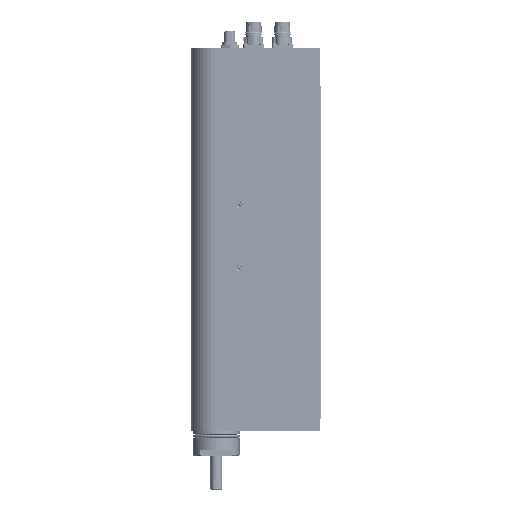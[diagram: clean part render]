
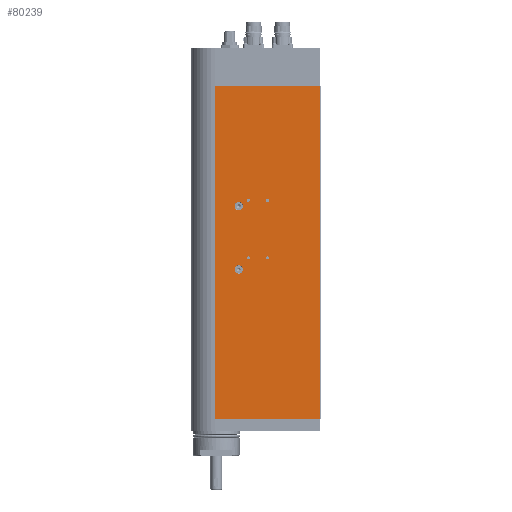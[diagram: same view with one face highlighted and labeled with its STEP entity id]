
A CAD part, front view. The second image highlights one B-rep face of the part: STEP entity #80239.
In plain terms, the highlighted planar face has unit normal (0, -1, 0).
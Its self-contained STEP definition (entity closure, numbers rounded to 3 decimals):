
#1660 = VERTEX_POINT ( 'NONE', #34521 ) ;
#2802 = DIRECTION ( 'NONE',  ( 0., 1., 0. ) ) ;
#3671 = AXIS2_PLACEMENT_3D ( 'NONE', #55882, #99998, #22462 ) ;
#4055 = CIRCLE ( 'NONE', #7630, 4.4 ) ;
#4330 = VERTEX_POINT ( 'NONE', #90940 ) ;
#4975 = CARTESIAN_POINT ( 'NONE',  ( -8., -25., 168. ) ) ;
#5020 = CARTESIAN_POINT ( 'NONE',  ( 12., -25., 166.35 ) ) ;
#6444 = EDGE_CURVE ( 'NONE', #75636, #103320, #68606, .T. ) ;
#7052 = ORIENTED_EDGE ( 'NONE', *, *, #11268, .F. ) ;
#7123 = CARTESIAN_POINT ( 'NONE',  ( -8., -25., 226.35 ) ) ;
#7630 = AXIS2_PLACEMENT_3D ( 'NONE', #33026, #40956, #41505 ) ;
#8640 = LINE ( 'NONE', #111113, #100983 ) ;
#11010 = EDGE_LOOP ( 'NONE', ( #90219 ) ) ;
#11268 = EDGE_CURVE ( 'NONE', #4330, #4330, #83179, .T. ) ;
#11296 = FACE_BOUND ( 'NONE', #11010, .T. ) ;
#11805 = ORIENTED_EDGE ( 'NONE', *, *, #62998, .F. ) ;
#11844 = DIRECTION ( 'NONE',  ( 0., 0., 1. ) ) ;
#12116 = EDGE_LOOP ( 'NONE', ( #7052 ) ) ;
#12392 = FACE_BOUND ( 'NONE', #72753, .T. ) ;
#15551 = ORIENTED_EDGE ( 'NONE', *, *, #105378, .T. ) ;
#16689 = CARTESIAN_POINT ( 'NONE',  ( -18., -25., 217.6 ) ) ;
#16815 = ORIENTED_EDGE ( 'NONE', *, *, #105956, .F. ) ;
#18815 = CARTESIAN_POINT ( 'NONE',  ( -8., -25., 166.35 ) ) ;
#19475 = VERTEX_POINT ( 'NONE', #46585 ) ;
#21157 = ORIENTED_EDGE ( 'NONE', *, *, #96948, .F. ) ;
#21467 = FACE_BOUND ( 'NONE', #64986, .T. ) ;
#22462 = DIRECTION ( 'NONE',  ( 0., 0., -1. ) ) ;
#25516 = CARTESIAN_POINT ( 'NONE',  ( 67., -25., 0. ) ) ;
#26257 = DIRECTION ( 'NONE',  ( 0., -1., 0. ) ) ;
#27410 = CARTESIAN_POINT ( 'NONE',  ( -42.5, -25., 347. ) ) ;
#31788 = CARTESIAN_POINT ( 'NONE',  ( -42.5, -25., 0. ) ) ;
#33026 = CARTESIAN_POINT ( 'NONE',  ( -18., -25., 222. ) ) ;
#34521 = CARTESIAN_POINT ( 'NONE',  ( -18., -25., 151.6 ) ) ;
#34698 = VERTEX_POINT ( 'NONE', #18815 ) ;
#37280 = VERTEX_POINT ( 'NONE', #5020 ) ;
#39020 = FACE_OUTER_BOUND ( 'NONE', #100237, .T. ) ;
#40956 = DIRECTION ( 'NONE',  ( 0., -1., 0. ) ) ;
#41505 = DIRECTION ( 'NONE',  ( 0., 0., -1. ) ) ;
#41766 = AXIS2_PLACEMENT_3D ( 'NONE', #53837, #54386, #95737 ) ;
#42155 = LINE ( 'NONE', #76673, #86604 ) ;
#42618 = AXIS2_PLACEMENT_3D ( 'NONE', #84690, #101694, #58106 ) ;
#43320 = ORIENTED_EDGE ( 'NONE', *, *, #6444, .T. ) ;
#44934 = DIRECTION ( 'NONE',  ( 0., 0., -1. ) ) ;
#45779 = EDGE_CURVE ( 'NONE', #101098, #101098, #97750, .T. ) ;
#46585 = CARTESIAN_POINT ( 'NONE',  ( -42.5, -25., 347. ) ) ;
#46935 = PLANE ( 'NONE',  #54247 ) ;
#48490 = EDGE_LOOP ( 'NONE', ( #21157 ) ) ;
#48736 = VECTOR ( 'NONE', #44934, 1000. ) ;
#51163 = CARTESIAN_POINT ( 'NONE',  ( 12., -25., 168. ) ) ;
#52802 = CARTESIAN_POINT ( 'NONE',  ( 67., -25., 347. ) ) ;
#53837 = CARTESIAN_POINT ( 'NONE',  ( -8., -25., 228. ) ) ;
#54247 = AXIS2_PLACEMENT_3D ( 'NONE', #73536, #2802, #11844 ) ;
#54386 = DIRECTION ( 'NONE',  ( 0., -1., 0. ) ) ;
#55882 = CARTESIAN_POINT ( 'NONE',  ( 12., -25., 228. ) ) ;
#58106 = DIRECTION ( 'NONE',  ( 0., 0., -1. ) ) ;
#59752 = VERTEX_POINT ( 'NONE', #16689 ) ;
#59904 = VERTEX_POINT ( 'NONE', #52802 ) ;
#61229 = ORIENTED_EDGE ( 'NONE', *, *, #45779, .F. ) ;
#62998 = EDGE_CURVE ( 'NONE', #34698, #34698, #63938, .T. ) ;
#63938 = CIRCLE ( 'NONE', #78359, 1.65 ) ;
#64986 = EDGE_LOOP ( 'NONE', ( #11805 ) ) ;
#67502 = CARTESIAN_POINT ( 'NONE',  ( -67.5, -25., 0. ) ) ;
#68606 = LINE ( 'NONE', #67502, #78898 ) ;
#68765 = ORIENTED_EDGE ( 'NONE', *, *, #106131, .T. ) ;
#71463 = EDGE_CURVE ( 'NONE', #1660, #1660, #78796, .T. ) ;
#72399 = EDGE_LOOP ( 'NONE', ( #88635 ) ) ;
#72753 = EDGE_LOOP ( 'NONE', ( #61229 ) ) ;
#73274 = EDGE_CURVE ( 'NONE', #37280, #37280, #80604, .T. ) ;
#73536 = CARTESIAN_POINT ( 'NONE',  ( -67.5, -25., 347. ) ) ;
#75090 = DIRECTION ( 'NONE',  ( 0., -1., 0. ) ) ;
#75636 = VERTEX_POINT ( 'NONE', #31788 ) ;
#76673 = CARTESIAN_POINT ( 'NONE',  ( -67.5, -25., 347. ) ) ;
#78359 = AXIS2_PLACEMENT_3D ( 'NONE', #4975, #75090, #91023 ) ;
#78796 = CIRCLE ( 'NONE', #42618, 4.4 ) ;
#78883 = LINE ( 'NONE', #27410, #48736 ) ;
#78898 = VECTOR ( 'NONE', #102039, 1000. ) ;
#80239 = ADVANCED_FACE ( 'NONE', ( #21467, #12392, #108641, #91100, #80348, #11296, #39020 ), #46935, .F. ) ;
#80348 = FACE_BOUND ( 'NONE', #48490, .T. ) ;
#80604 = CIRCLE ( 'NONE', #95096, 1.65 ) ;
#83179 = CIRCLE ( 'NONE', #3671, 1.65 ) ;
#83947 = DIRECTION ( 'NONE',  ( 0., 0., 1. ) ) ;
#84690 = CARTESIAN_POINT ( 'NONE',  ( -18., -25., 156. ) ) ;
#86604 = VECTOR ( 'NONE', #94257, 1000. ) ;
#88635 = ORIENTED_EDGE ( 'NONE', *, *, #73274, .F. ) ;
#90219 = ORIENTED_EDGE ( 'NONE', *, *, #71463, .F. ) ;
#90940 = CARTESIAN_POINT ( 'NONE',  ( 12., -25., 226.35 ) ) ;
#91023 = DIRECTION ( 'NONE',  ( 0., 0., -1. ) ) ;
#91100 = FACE_BOUND ( 'NONE', #12116, .T. ) ;
#94205 = DIRECTION ( 'NONE',  ( 0., 0., -1. ) ) ;
#94257 = DIRECTION ( 'NONE',  ( 1., 0., 0. ) ) ;
#95096 = AXIS2_PLACEMENT_3D ( 'NONE', #51163, #26257, #94205 ) ;
#95737 = DIRECTION ( 'NONE',  ( 0., 0., -1. ) ) ;
#96948 = EDGE_CURVE ( 'NONE', #59752, #59752, #4055, .T. ) ;
#97750 = CIRCLE ( 'NONE', #41766, 1.65 ) ;
#99998 = DIRECTION ( 'NONE',  ( 0., -1., 0. ) ) ;
#100237 = EDGE_LOOP ( 'NONE', ( #43320, #15551, #16815, #68765 ) ) ;
#100983 = VECTOR ( 'NONE', #83947, 1000. ) ;
#101098 = VERTEX_POINT ( 'NONE', #7123 ) ;
#101694 = DIRECTION ( 'NONE',  ( 0., -1., 0. ) ) ;
#102039 = DIRECTION ( 'NONE',  ( 1., 0., 0. ) ) ;
#103320 = VERTEX_POINT ( 'NONE', #25516 ) ;
#105378 = EDGE_CURVE ( 'NONE', #103320, #59904, #8640, .T. ) ;
#105956 = EDGE_CURVE ( 'NONE', #19475, #59904, #42155, .T. ) ;
#106131 = EDGE_CURVE ( 'NONE', #19475, #75636, #78883, .T. ) ;
#108641 = FACE_BOUND ( 'NONE', #72399, .T. ) ;
#111113 = CARTESIAN_POINT ( 'NONE',  ( 67., -25., 347. ) ) ;
